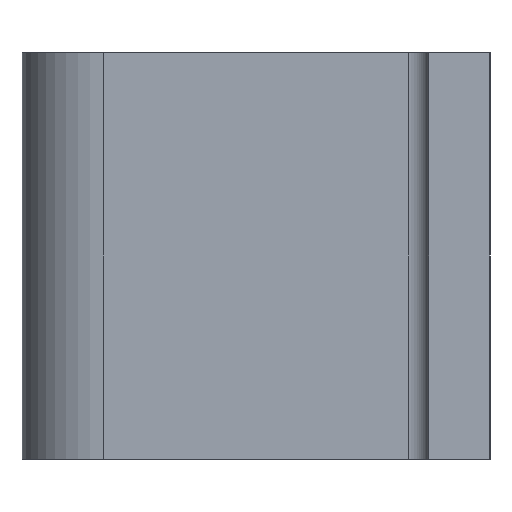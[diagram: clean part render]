
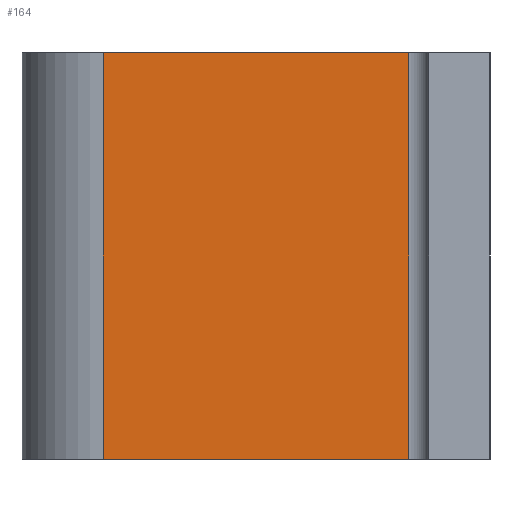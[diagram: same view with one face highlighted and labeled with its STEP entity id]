
A CAD part, left-side view. The second image highlights one B-rep face of the part: STEP entity #164.
In plain terms, the highlighted planar face has unit normal (-1, 0, 0).
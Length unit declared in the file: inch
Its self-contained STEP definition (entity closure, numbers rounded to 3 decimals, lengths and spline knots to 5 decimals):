
#164=ADVANCED_FACE('',(#382),#383,.T.);
#228=EDGE_CURVE('',#357,#411,#465,.T.);
#248=EDGE_CURVE('',#394,#411,#489,.T.);
#260=EDGE_CURVE('',#351,#357,#503,.T.);
#272=EDGE_CURVE('',#351,#394,#515,.T.);
#351=VERTEX_POINT('',#635);
#357=VERTEX_POINT('',#647);
#382=FACE_OUTER_BOUND('',#690,.T.);
#383=PLANE('',#691);
#394=VERTEX_POINT('',#715);
#411=VERTEX_POINT('',#753);
#465=LINE('',#866,#867);
#489=LINE('',#931,#932);
#503=LINE('',#959,#960);
#515=LINE('',#987,#988);
#635=CARTESIAN_POINT('',(1.43777,0.25005,0.0));
#647=CARTESIAN_POINT('',(1.43777,0.25005,1.25));
#690=EDGE_LOOP('',(#1112,#1113,#1114,#1115));
#691=AXIS2_PLACEMENT_3D('',#1116,#1117,#1118);
#715=CARTESIAN_POINT('',(1.43777,1.18773,0.0));
#753=CARTESIAN_POINT('',(1.43777,1.18773,1.25));
#866=CARTESIAN_POINT('',(1.43777,0.25005,1.25));
#867=VECTOR('',#1187,1.0);
#931=CARTESIAN_POINT('',(1.43777,1.18773,0.0));
#932=VECTOR('',#1206,1.0);
#959=CARTESIAN_POINT('',(1.43777,0.25005,0.0));
#960=VECTOR('',#1230,1.0);
#987=CARTESIAN_POINT('',(1.43777,0.25005,0.0));
#988=VECTOR('',#1234,1.0);
#1112=ORIENTED_EDGE('',*,*,#228,.T.);
#1113=ORIENTED_EDGE('',*,*,#248,.F.);
#1114=ORIENTED_EDGE('',*,*,#272,.F.);
#1115=ORIENTED_EDGE('',*,*,#260,.T.);
#1116=CARTESIAN_POINT('',(1.43777,0.71889,0.0));
#1117=DIRECTION('',(-1.0,-0.0,0.0));
#1118=DIRECTION('',(0.0,-1.0,-0.0));
#1187=DIRECTION('',(0.0,1.0,0.0));
#1206=DIRECTION('',(0.0,0.0,1.0));
#1230=DIRECTION('',(0.0,0.0,1.0));
#1234=DIRECTION('',(0.0,1.0,0.0));
